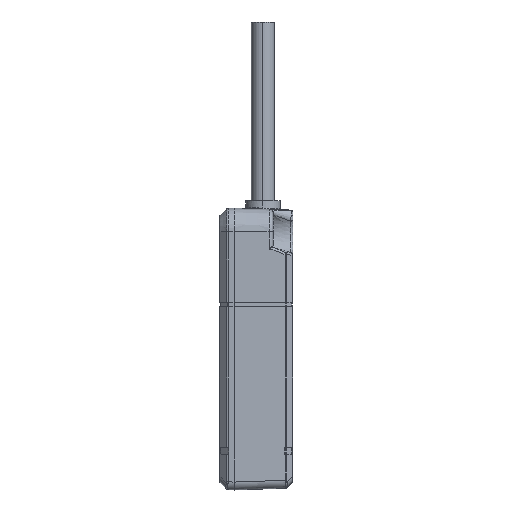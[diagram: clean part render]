
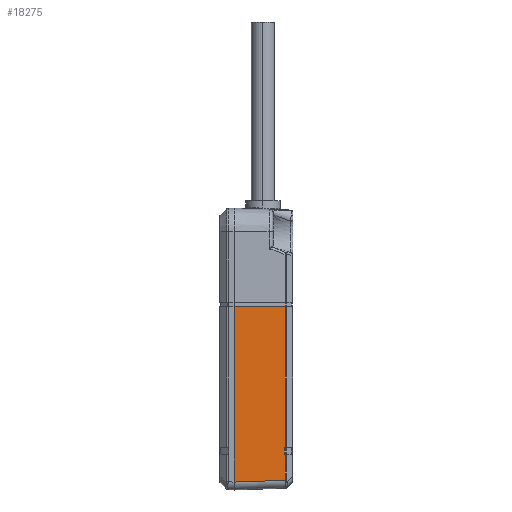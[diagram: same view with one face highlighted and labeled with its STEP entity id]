
A CAD part, left-side view. The second image highlights one B-rep face of the part: STEP entity #18275.
In plain terms, the highlighted face is planar.
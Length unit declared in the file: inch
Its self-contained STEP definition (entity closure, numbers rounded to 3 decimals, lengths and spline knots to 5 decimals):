
#3118=DIRECTION('',(0.,-1.,0.));
#3119=VECTOR('',#3118,1.76805);
#3120=CARTESIAN_POINT('',(-2.05,-0.992,0.));
#3121=LINE('',#3120,#3119);
#4186=CARTESIAN_POINT('',(-2.05,-2.76005,0.));
#4188=DIRECTION('',(-0.035,-0.035,-0.999));
#4189=VECTOR('',#4188,0.51557);
#4190=CARTESIAN_POINT('',(-2.03202,-2.74207,
0.51495));
#4191=LINE('',#4190,#4189);
#4192=DIRECTION('',(0.035,0.,0.999));
#4193=VECTOR('',#4192,0.51526);
#4194=CARTESIAN_POINT('',(-2.05,-0.992,0.));
#4195=LINE('',#4194,#4193);
#4196=DIRECTION('',(-0.035,0.,-0.999));
#4197=VECTOR('',#4196,0.00995);
#4198=CARTESIAN_POINT('',(-2.03202,-2.411,0.51495));
#4199=LINE('',#4198,#4197);
#4200=DIRECTION('',(0.,1.,0.));
#4201=VECTOR('',#4200,0.07);
#4202=CARTESIAN_POINT('',(-2.03237,-2.481,0.505));
#4203=LINE('',#4202,#4201);
#4204=DIRECTION('',(-0.035,0.,-0.999));
#4205=VECTOR('',#4204,0.00995);
#4206=CARTESIAN_POINT('',(-2.03202,-2.481,0.51495));
#4207=LINE('',#4206,#4205);
#4220=DIRECTION('',(0.,-1.,0.));
#4221=VECTOR('',#4220,0.26107);
#4222=CARTESIAN_POINT('',(-2.03202,-2.481,0.51495));
#4223=LINE('',#4222,#4221);
#4228=DIRECTION('',(0.,-1.,0.));
#4229=VECTOR('',#4228,1.419);
#4230=CARTESIAN_POINT('',(-2.03202,-0.992,0.51495));
#4231=LINE('',#4230,#4229);
#4298=CARTESIAN_POINT('',(-2.03202,-2.74207,
0.51495));
#11290=VERTEX_POINT('',#4186);
#11409=VERTEX_POINT('',#4298);
#12038=CARTESIAN_POINT('',(-2.03202,-2.411,0.51495));
#12039=CARTESIAN_POINT('',(-2.03237,-2.411,0.505));
#12040=VERTEX_POINT('',#12038);
#12041=VERTEX_POINT('',#12039);
#12042=CARTESIAN_POINT('',(-2.03202,-2.481,0.51495));
#12043=CARTESIAN_POINT('',(-2.03237,-2.481,0.505));
#12044=VERTEX_POINT('',#12042);
#12045=VERTEX_POINT('',#12043);
#12155=CARTESIAN_POINT('',(-2.05,-0.992,0.));
#12157=VERTEX_POINT('',#12155);
#12182=CARTESIAN_POINT('',(-2.03202,-0.992,0.51495));
#12183=VERTEX_POINT('',#12182);
#18257=CARTESIAN_POINT('',(-2.05,0.80535,0.));
#18258=DIRECTION('',(-0.999,0.,0.035));
#18259=DIRECTION('',(0.,-1.,0.));
#18260=AXIS2_PLACEMENT_3D('',#18257,#18258,#18259);
#18261=PLANE('',#18260);
#18262=ORIENTED_EDGE('',*,*,#17233,.T.);
#18264=ORIENTED_EDGE('',*,*,#18263,.T.);
#18265=ORIENTED_EDGE('',*,*,#17738,.T.);
#18267=ORIENTED_EDGE('',*,*,#18266,.F.);
#18268=ORIENTED_EDGE('',*,*,#17845,.F.);
#18270=ORIENTED_EDGE('',*,*,#18269,.T.);
#18271=ORIENTED_EDGE('',*,*,#18248,.T.);
#18272=ORIENTED_EDGE('',*,*,#16748,.F.);
#18273=EDGE_LOOP('',(#18262,#18264,#18265,#18267,#18268,#18270,#18271,#18272));
#18274=FACE_OUTER_BOUND('',#18273,.F.);
#18275=ADVANCED_FACE('',(#18274),#18261,.T.);
#16748=EDGE_CURVE('',#12157,#11290,#3121,.T.);
#17233=EDGE_CURVE('',#12157,#12183,#4195,.T.);
#17738=EDGE_CURVE('',#12040,#12041,#4199,.T.);
#17845=EDGE_CURVE('',#12044,#12045,#4207,.T.);
#18248=EDGE_CURVE('',#11409,#11290,#4191,.T.);
#18263=EDGE_CURVE('',#12183,#12040,#4231,.T.);
#18266=EDGE_CURVE('',#12045,#12041,#4203,.T.);
#18269=EDGE_CURVE('',#12044,#11409,#4223,.T.);
